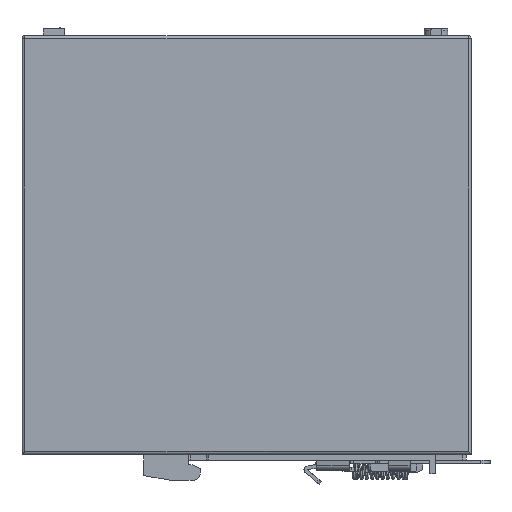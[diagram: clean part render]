
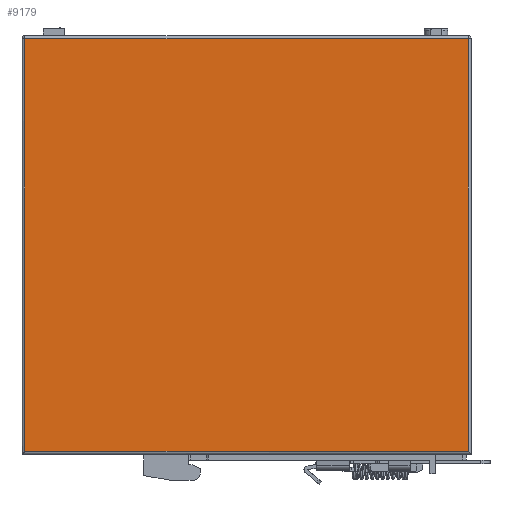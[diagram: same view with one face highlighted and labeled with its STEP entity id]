
A CAD part, left-side view. The second image highlights one B-rep face of the part: STEP entity #9179.
In plain terms, the highlighted planar face has unit normal (-1, 0, 0).
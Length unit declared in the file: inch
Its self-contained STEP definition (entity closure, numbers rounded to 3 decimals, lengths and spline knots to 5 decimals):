
#2013 = ORIENTED_EDGE ( 'NONE', *, *, #34845, .F. ) ;
#2777 = AXIS2_PLACEMENT_3D ( 'NONE', #6077, #31437, #2872 ) ;
#2872 = DIRECTION ( 'NONE',  ( 0., 0., 1. ) ) ;
#3244 = PLANE ( 'NONE',  #2777 ) ;
#5432 = VERTEX_POINT ( 'NONE', #36612 ) ;
#5679 = VECTOR ( 'NONE', #35762, 39.37008 ) ;
#6077 = CARTESIAN_POINT ( 'NONE',  ( -0.59055, -2.43307, -2.26772 ) ) ;
#7085 = VERTEX_POINT ( 'NONE', #35196 ) ;
#7297 = EDGE_CURVE ( 'NONE', #13968, #7085, #18729, .T. ) ;
#7722 = CARTESIAN_POINT ( 'NONE',  ( -0.59055, -2.43307, -2.23622 ) ) ;
#7873 = EDGE_CURVE ( 'NONE', #7085, #5432, #30731, .T. ) ;
#9179 = ADVANCED_FACE ( 'NONE', ( #25248 ), #3244, .F. ) ;
#9423 = ORIENTED_EDGE ( 'NONE', *, *, #29243, .F. ) ;
#10738 = CARTESIAN_POINT ( 'NONE',  ( -0.59055, 2.40157, -2.23622 ) ) ;
#11053 = ORIENTED_EDGE ( 'NONE', *, *, #7873, .F. ) ;
#11831 = CARTESIAN_POINT ( 'NONE',  ( -0.59055, -2.40157, -2.23622 ) ) ;
#13968 = VERTEX_POINT ( 'NONE', #10738 ) ;
#16980 = VERTEX_POINT ( 'NONE', #11831 ) ;
#18379 = CARTESIAN_POINT ( 'NONE',  ( -0.59055, 2.40157, -2.26772 ) ) ;
#18729 = LINE ( 'NONE', #18379, #26617 ) ;
#25225 = CARTESIAN_POINT ( 'NONE',  ( -0.59055, -2.40157, -2.26772 ) ) ;
#25248 = FACE_OUTER_BOUND ( 'NONE', #31310, .T. ) ;
#26617 = VECTOR ( 'NONE', #27506, 39.37008 ) ;
#27491 = LINE ( 'NONE', #7722, #32262 ) ;
#27506 = DIRECTION ( 'NONE',  ( 0., 0., 1. ) ) ;
#27555 = CARTESIAN_POINT ( 'NONE',  ( -0.59055, -2.43307, 2.23622 ) ) ;
#29021 = ORIENTED_EDGE ( 'NONE', *, *, #7297, .F. ) ;
#29243 = EDGE_CURVE ( 'NONE', #16980, #13968, #27491, .T. ) ;
#29802 = LINE ( 'NONE', #25225, #5679 ) ;
#30731 = LINE ( 'NONE', #27555, #33702 ) ;
#31310 = EDGE_LOOP ( 'NONE', ( #2013, #11053, #29021, #9423 ) ) ;
#31437 = DIRECTION ( 'NONE',  ( 1., 0., 0. ) ) ;
#32262 = VECTOR ( 'NONE', #35897, 39.37008 ) ;
#32820 = DIRECTION ( 'NONE',  ( 0., -1., 0. ) ) ;
#33702 = VECTOR ( 'NONE', #32820, 39.37008 ) ;
#34845 = EDGE_CURVE ( 'NONE', #5432, #16980, #29802, .T. ) ;
#35196 = CARTESIAN_POINT ( 'NONE',  ( -0.59055, 2.40157, 2.23622 ) ) ;
#35762 = DIRECTION ( 'NONE',  ( 0., 0., -1. ) ) ;
#35897 = DIRECTION ( 'NONE',  ( 0., 1., 0. ) ) ;
#36612 = CARTESIAN_POINT ( 'NONE',  ( -0.59055, -2.40157, 2.23622 ) ) ;
